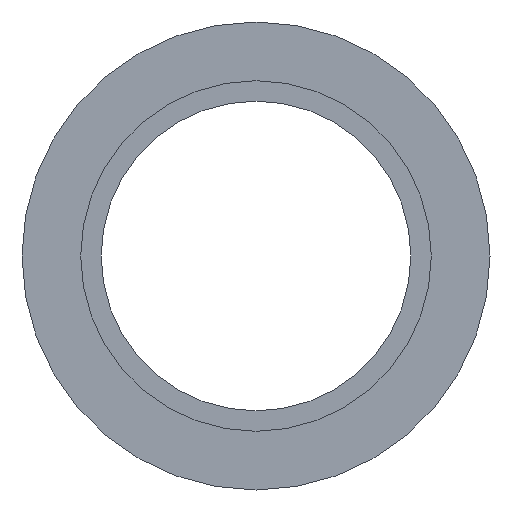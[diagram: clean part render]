
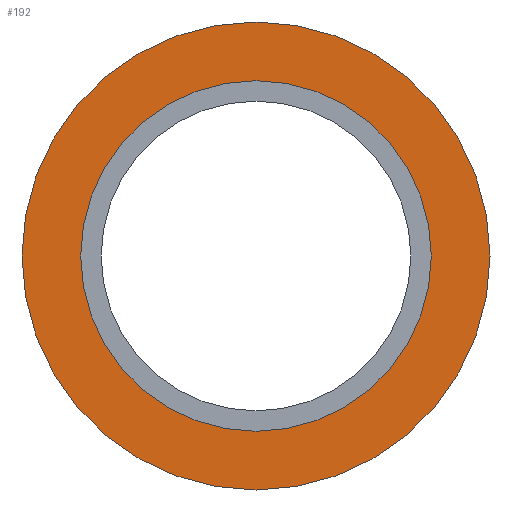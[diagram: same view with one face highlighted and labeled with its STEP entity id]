
A CAD part, front view. The second image highlights one B-rep face of the part: STEP entity #192.
In plain terms, the highlighted planar face has unit normal (0, -1, 0).
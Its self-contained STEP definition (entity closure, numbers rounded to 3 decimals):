
#18=FACE_BOUND('',#47,.T.);
#22=PLANE('',#242);
#33=FACE_OUTER_BOUND('',#46,.T.);
#46=EDGE_LOOP('',(#174,#175));
#47=EDGE_LOOP('',(#176,#177));
#62=CIRCLE('',#216,27.5);
#63=CIRCLE('',#217,27.5);
#78=CIRCLE('',#240,20.6);
#79=CIRCLE('',#241,20.6);
#82=VERTEX_POINT('',#317);
#83=VERTEX_POINT('',#319);
#98=VERTEX_POINT('',#362);
#99=VERTEX_POINT('',#364);
#103=EDGE_CURVE('',#82,#83,#62,.T.);
#104=EDGE_CURVE('',#83,#82,#63,.T.);
#124=EDGE_CURVE('',#99,#98,#78,.T.);
#125=EDGE_CURVE('',#98,#99,#79,.T.);
#174=ORIENTED_EDGE('',*,*,#104,.F.);
#175=ORIENTED_EDGE('',*,*,#103,.F.);
#176=ORIENTED_EDGE('',*,*,#124,.T.);
#177=ORIENTED_EDGE('',*,*,#125,.T.);
#192=ADVANCED_FACE('',(#33,#18),#22,.T.);
#216=AXIS2_PLACEMENT_3D('',#320,#252,#253);
#217=AXIS2_PLACEMENT_3D('',#321,#254,#255);
#240=AXIS2_PLACEMENT_3D('',#365,#305,#306);
#241=AXIS2_PLACEMENT_3D('',#366,#307,#308);
#242=AXIS2_PLACEMENT_3D('',#367,#309,#310);
#252=DIRECTION('center_axis',(0.,1.,0.));
#253=DIRECTION('ref_axis',(1.,0.,0.));
#254=DIRECTION('center_axis',(0.,1.,0.));
#255=DIRECTION('ref_axis',(1.,0.,0.));
#305=DIRECTION('center_axis',(0.,1.,0.));
#306=DIRECTION('ref_axis',(1.,0.,0.));
#307=DIRECTION('center_axis',(0.,1.,0.));
#308=DIRECTION('ref_axis',(1.,0.,0.));
#309=DIRECTION('center_axis',(0.,-1.,0.));
#310=DIRECTION('ref_axis',(0.,0.,-1.));
#317=CARTESIAN_POINT('',(27.5,0.,0.));
#319=CARTESIAN_POINT('',(-27.5,0.,0.));
#320=CARTESIAN_POINT('Origin',(0.,0.,0.));
#321=CARTESIAN_POINT('Origin',(0.,0.,0.));
#362=CARTESIAN_POINT('',(20.6,0.,0.));
#364=CARTESIAN_POINT('',(-20.6,0.,0.));
#365=CARTESIAN_POINT('Origin',(0.,0.,0.));
#366=CARTESIAN_POINT('Origin',(0.,0.,0.));
#367=CARTESIAN_POINT('Origin',(-27.5,0.,0.));
